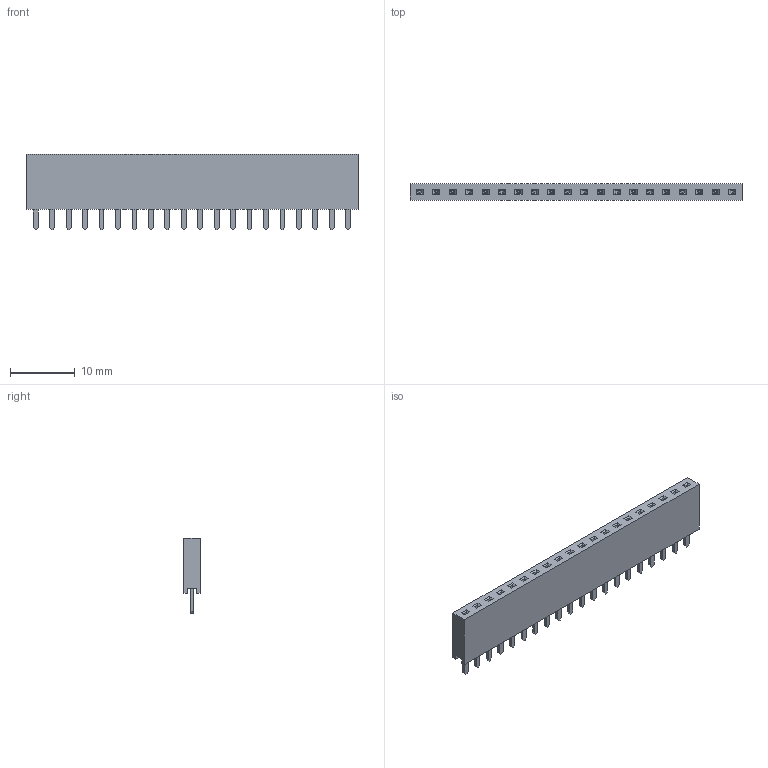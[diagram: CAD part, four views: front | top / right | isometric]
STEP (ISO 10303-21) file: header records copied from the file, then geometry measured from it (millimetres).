
FILE_DESCRIPTION( ( 'Unknown' ), '1' );
FILE_NAME( '61302011821.stp', 'Unknown', ( 'Unknown' ), ( 'Unknown' ), 'PSStep 17.0.49', 'Unknown', ' ' );
FILE_SCHEMA( ( 'AUTOMOTIVE_DESIGN { 1 0 10303 214 1 1 1 1 }' ) );
Length unit declared in the file: millimetre
Products named in the file (3): Assem1; 6130xx11821_PIN; 61302011821
Assembly tree (21 placements, depth 2):
  Assem1
    6130xx11821_PIN  x20
    61302011821
Bounding box: 51.3 x 2.5 x 11.61 mm (x, y, z)
Volume: 991.7 mm3; surface area: 2593.7 mm2
Topology: 21 solids, 21 shells, 750 faces, 2044 edges, 1336 vertices
Faces by surface type: plane 670, extrusion 40, cylinder 40
Entity records: 10779 total; most frequent: CARTESIAN_POINT 1522, ORIENTED_EDGE 1466, DIRECTION 1325, EDGE_CURVE 733, VECTOR 727, LINE 725, VERTEX_POINT 462, EDGE_LOOP 315
